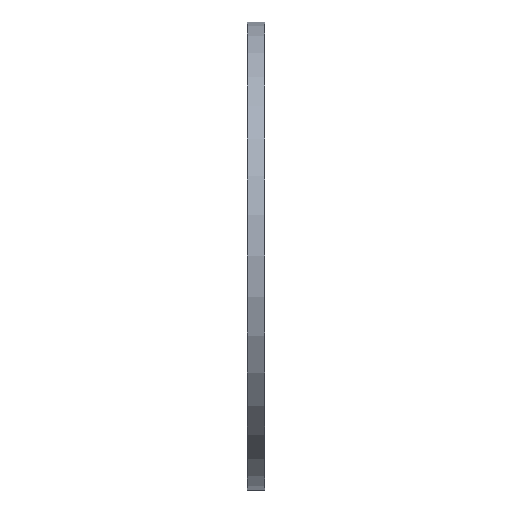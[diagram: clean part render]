
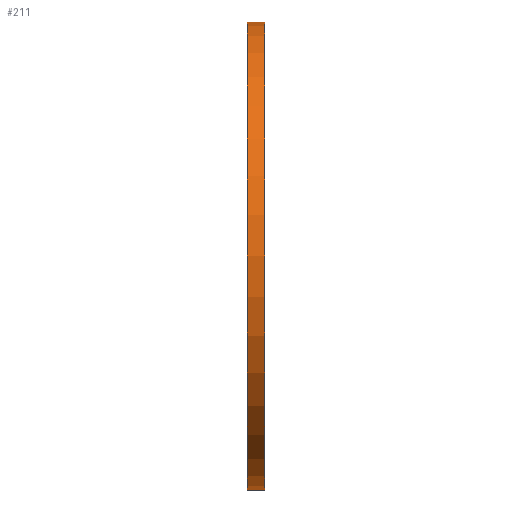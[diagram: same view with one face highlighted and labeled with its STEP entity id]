
A CAD part, front view. The second image highlights one B-rep face of the part: STEP entity #211.
In plain terms, the highlighted cylindrical face has radius 96 mm (diameter 192 mm), a full revolution.
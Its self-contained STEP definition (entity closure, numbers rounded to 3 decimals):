
#26=CYLINDRICAL_SURFACE('',#257,96.);
#54=ORIENTED_EDGE('',*,*,#83,.T.);
#55=ORIENTED_EDGE('',*,*,#82,.F.);
#82=EDGE_CURVE('',#100,#100,#118,.T.);
#83=EDGE_CURVE('',#101,#101,#119,.T.);
#100=VERTEX_POINT('',#382);
#101=VERTEX_POINT('',#385);
#118=CIRCLE('',#256,96.);
#119=CIRCLE('',#258,96.);
#144=EDGE_LOOP('',(#54));
#145=EDGE_LOOP('',(#55));
#180=FACE_BOUND('',#144,.T.);
#181=FACE_BOUND('',#145,.T.);
#211=ADVANCED_FACE('',(#180,#181),#26,.T.);
#256=AXIS2_PLACEMENT_3D('',#381,#319,#320);
#257=AXIS2_PLACEMENT_3D('',#383,#321,#322);
#258=AXIS2_PLACEMENT_3D('',#384,#323,#324);
#319=DIRECTION('',(-1.,0.,0.));
#320=DIRECTION('',(0.,0.,1.));
#321=DIRECTION('',(-1.,0.,0.));
#322=DIRECTION('',(0.,0.,1.));
#323=DIRECTION('',(-1.,0.,0.));
#324=DIRECTION('',(0.,0.,1.));
#381=CARTESIAN_POINT('',(-3.5,0.,0.));
#382=CARTESIAN_POINT('',(-3.5,0.,96.));
#383=CARTESIAN_POINT('',(0.,0.,0.));
#384=CARTESIAN_POINT('',(3.5,0.,0.));
#385=CARTESIAN_POINT('',(3.5,0.,96.));
